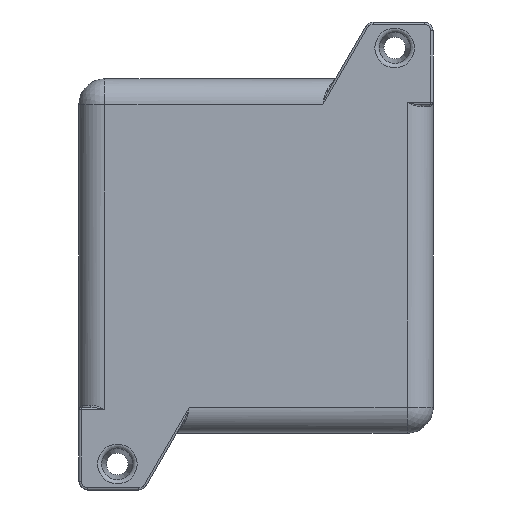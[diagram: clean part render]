
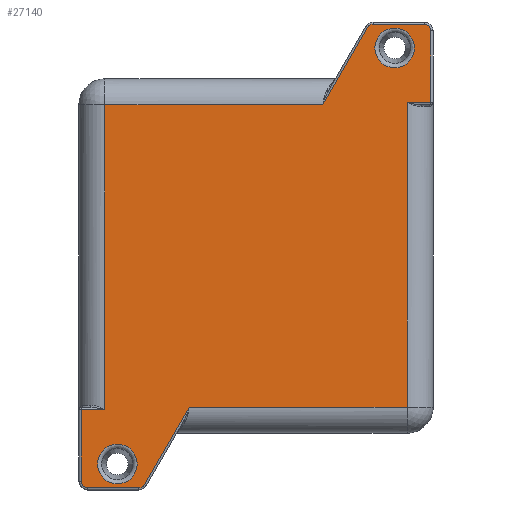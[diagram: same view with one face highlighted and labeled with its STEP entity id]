
A CAD part, front view. The second image highlights one B-rep face of the part: STEP entity #27140.
In plain terms, the highlighted planar face has unit normal (0, -1, 0).
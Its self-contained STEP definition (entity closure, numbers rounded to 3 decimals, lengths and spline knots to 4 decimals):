
#1667=LINE('',#36172,#4285);
#1668=LINE('',#36174,#4286);
#1669=LINE('',#36176,#4287);
#1670=LINE('',#36180,#4288);
#1671=LINE('',#36184,#4289);
#1672=LINE('',#36186,#4290);
#1673=LINE('',#36188,#4291);
#1674=LINE('',#36190,#4292);
#1675=LINE('',#36192,#4293);
#1676=LINE('',#36196,#4294);
#1677=LINE('',#36200,#4295);
#1678=LINE('',#36201,#4296);
#4285=VECTOR('',#30453,0.3937);
#4286=VECTOR('',#30454,0.3937);
#4287=VECTOR('',#30455,0.3937);
#4288=VECTOR('',#30458,0.3937);
#4289=VECTOR('',#30461,0.3937);
#4290=VECTOR('',#30462,0.3937);
#4291=VECTOR('',#30463,0.3937);
#4292=VECTOR('',#30464,0.3937);
#4293=VECTOR('',#30465,0.3937);
#4294=VECTOR('',#30468,0.3937);
#4295=VECTOR('',#30471,0.3937);
#4296=VECTOR('',#30472,0.3937);
#6936=PLANE('',#28846);
#7773=FACE_BOUND('',#9847,.T.);
#7774=FACE_BOUND('',#9848,.T.);
#7918=ELLIPSE('',#28847,0.0938,0.0937);
#7919=ELLIPSE('',#28848,0.0938,0.0938);
#7920=ELLIPSE('',#28849,0.0938,0.0938);
#7921=ELLIPSE('',#28850,0.0938,0.0938);
#8213=FACE_OUTER_BOUND('',#9846,.T.);
#9846=EDGE_LOOP('',(#18825,#18826,#18827,#18828,#18829,#18830,#18831,#18832,
#18833,#18834,#18835,#18836,#18837,#18838,#18839,#18840));
#9847=EDGE_LOOP('',(#18841));
#9848=EDGE_LOOP('',(#18842));
#11602=CIRCLE('',#28845,0.2858);
#11603=CIRCLE('',#28851,0.2858);
#11967=VERTEX_POINT('',#36167);
#11968=VERTEX_POINT('',#36170);
#11969=VERTEX_POINT('',#36171);
#11970=VERTEX_POINT('',#36173);
#11971=VERTEX_POINT('',#36175);
#11972=VERTEX_POINT('',#36177);
#11973=VERTEX_POINT('',#36179);
#11974=VERTEX_POINT('',#36181);
#11975=VERTEX_POINT('',#36183);
#11976=VERTEX_POINT('',#36185);
#11977=VERTEX_POINT('',#36187);
#11978=VERTEX_POINT('',#36189);
#11979=VERTEX_POINT('',#36191);
#11980=VERTEX_POINT('',#36193);
#11981=VERTEX_POINT('',#36195);
#11982=VERTEX_POINT('',#36197);
#11983=VERTEX_POINT('',#36199);
#11984=VERTEX_POINT('',#36202);
#14657=EDGE_CURVE('',#11967,#11967,#11602,.T.);
#14658=EDGE_CURVE('',#11968,#11969,#1667,.T.);
#14659=EDGE_CURVE('',#11970,#11968,#1668,.T.);
#14660=EDGE_CURVE('',#11971,#11970,#1669,.T.);
#14661=EDGE_CURVE('',#11972,#11971,#7918,.T.);
#14662=EDGE_CURVE('',#11973,#11972,#1670,.T.);
#14663=EDGE_CURVE('',#11974,#11973,#7919,.T.);
#14664=EDGE_CURVE('',#11975,#11974,#1671,.T.);
#14665=EDGE_CURVE('',#11976,#11975,#1672,.T.);
#14666=EDGE_CURVE('',#11977,#11976,#1673,.T.);
#14667=EDGE_CURVE('',#11978,#11977,#1674,.T.);
#14668=EDGE_CURVE('',#11979,#11978,#1675,.T.);
#14669=EDGE_CURVE('',#11980,#11979,#7920,.T.);
#14670=EDGE_CURVE('',#11981,#11980,#1676,.T.);
#14671=EDGE_CURVE('',#11982,#11981,#7921,.T.);
#14672=EDGE_CURVE('',#11983,#11982,#1677,.T.);
#14673=EDGE_CURVE('',#11969,#11983,#1678,.T.);
#14674=EDGE_CURVE('',#11984,#11984,#11603,.T.);
#18825=ORIENTED_EDGE('',*,*,#14658,.F.);
#18826=ORIENTED_EDGE('',*,*,#14659,.F.);
#18827=ORIENTED_EDGE('',*,*,#14660,.F.);
#18828=ORIENTED_EDGE('',*,*,#14661,.F.);
#18829=ORIENTED_EDGE('',*,*,#14662,.F.);
#18830=ORIENTED_EDGE('',*,*,#14663,.F.);
#18831=ORIENTED_EDGE('',*,*,#14664,.F.);
#18832=ORIENTED_EDGE('',*,*,#14665,.F.);
#18833=ORIENTED_EDGE('',*,*,#14666,.F.);
#18834=ORIENTED_EDGE('',*,*,#14667,.F.);
#18835=ORIENTED_EDGE('',*,*,#14668,.F.);
#18836=ORIENTED_EDGE('',*,*,#14669,.F.);
#18837=ORIENTED_EDGE('',*,*,#14670,.F.);
#18838=ORIENTED_EDGE('',*,*,#14671,.F.);
#18839=ORIENTED_EDGE('',*,*,#14672,.F.);
#18840=ORIENTED_EDGE('',*,*,#14673,.F.);
#18841=ORIENTED_EDGE('',*,*,#14674,.F.);
#18842=ORIENTED_EDGE('',*,*,#14657,.F.);
#27140=ADVANCED_FACE('',(#8213,#7773,#7774),#6936,.T.);
#28845=AXIS2_PLACEMENT_3D('',#36168,#30449,#30450);
#28846=AXIS2_PLACEMENT_3D('',#36169,#30451,#30452);
#28847=AXIS2_PLACEMENT_3D('',#36178,#30456,#30457);
#28848=AXIS2_PLACEMENT_3D('',#36182,#30459,#30460);
#28849=AXIS2_PLACEMENT_3D('',#36194,#30466,#30467);
#28850=AXIS2_PLACEMENT_3D('',#36198,#30469,#30470);
#28851=AXIS2_PLACEMENT_3D('',#36203,#30473,#30474);
#30449=DIRECTION('center_axis',(0.,-1.,0.));
#30450=DIRECTION('ref_axis',(1.,0.,0.));
#30451=DIRECTION('center_axis',(0.,-1.,0.));
#30452=DIRECTION('ref_axis',(1.,0.,0.));
#30453=DIRECTION('',(0.,0.,1.));
#30454=DIRECTION('',(1.,0.,0.));
#30455=DIRECTION('',(0.,0.,1.));
#30456=DIRECTION('center_axis',(0.,1.,0.));
#30457=DIRECTION('ref_axis',(-0.707,0.,-0.707));
#30458=DIRECTION('',(-1.,0.,0.));
#30459=DIRECTION('center_axis',(0.,1.,0.));
#30460=DIRECTION('ref_axis',(0.5,0.,-0.866));
#30461=DIRECTION('',(-0.5,0.,-0.866));
#30462=DIRECTION('',(-1.,0.,0.));
#30463=DIRECTION('',(0.,0.,-1.));
#30464=DIRECTION('',(-1.,0.,0.));
#30465=DIRECTION('',(0.,0.,-1.));
#30466=DIRECTION('center_axis',(0.,1.,0.));
#30467=DIRECTION('ref_axis',(0.707,0.,0.707));
#30468=DIRECTION('',(1.,0.,0.));
#30469=DIRECTION('center_axis',(0.,1.,0.));
#30470=DIRECTION('ref_axis',(-0.5,0.,0.866));
#30471=DIRECTION('',(0.5,0.,0.866));
#30472=DIRECTION('',(1.,0.,0.));
#30473=DIRECTION('center_axis',(0.,-1.,0.));
#30474=DIRECTION('ref_axis',(1.,0.,0.));
#36167=CARTESIAN_POINT('',(1.7142,-2.125,3.));
#36168=CARTESIAN_POINT('Origin',(2.,-2.125,3.));
#36169=CARTESIAN_POINT('Origin',(-2.4531,-2.125,0.));
#36170=CARTESIAN_POINT('',(-2.1795,-2.125,-2.2115));
#36171=CARTESIAN_POINT('',(-2.1795,-2.125,2.1795));
#36172=CARTESIAN_POINT('',(-2.1795,-2.125,0.));
#36173=CARTESIAN_POINT('',(-2.5223,-2.125,-2.2115));
#36174=CARTESIAN_POINT('',(-2.5037,-2.125,-2.2115));
#36175=CARTESIAN_POINT('',(-2.5223,-2.125,-3.2492));
#36176=CARTESIAN_POINT('',(-2.5223,-2.125,-1.6875));
#36177=CARTESIAN_POINT('',(-2.4285,-2.125,-3.3429));
#36178=CARTESIAN_POINT('Origin',(-2.4285,-2.125,-3.2491));
#36179=CARTESIAN_POINT('',(-1.6895,-2.125,-3.3429));
#36180=CARTESIAN_POINT('',(-2.035,-2.125,-3.3429));
#36181=CARTESIAN_POINT('',(-1.6083,-2.125,-3.2961));
#36182=CARTESIAN_POINT('Origin',(-1.6895,-2.125,-3.2491));
#36183=CARTESIAN_POINT('',(-0.9636,-2.125,-2.1795));
#36184=CARTESIAN_POINT('',(-0.6733,-2.125,-1.6766));
#36185=CARTESIAN_POINT('',(2.1795,-2.125,-2.1795));
#36186=CARTESIAN_POINT('',(-1.2266,-2.125,-2.1795));
#36187=CARTESIAN_POINT('',(2.1795,-2.125,2.2115));
#36188=CARTESIAN_POINT('',(2.1795,-2.125,0.));
#36189=CARTESIAN_POINT('',(2.5223,-2.125,2.2115));
#36190=CARTESIAN_POINT('',(0.0506,-2.125,2.2115));
#36191=CARTESIAN_POINT('',(2.5223,-2.125,3.2492));
#36192=CARTESIAN_POINT('',(2.5223,-2.125,1.6875));
#36193=CARTESIAN_POINT('',(2.4285,-2.125,3.3429));
#36194=CARTESIAN_POINT('Origin',(2.4285,-2.125,3.2491));
#36195=CARTESIAN_POINT('',(1.6895,-2.125,3.3429));
#36196=CARTESIAN_POINT('',(-0.4181,-2.125,3.3429));
#36197=CARTESIAN_POINT('',(1.6083,-2.125,3.2961));
#36198=CARTESIAN_POINT('Origin',(1.6895,-2.125,3.2491));
#36199=CARTESIAN_POINT('',(0.9636,-2.125,2.1795));
#36200=CARTESIAN_POINT('',(0.06,-2.125,0.6144));
#36201=CARTESIAN_POINT('',(-1.2266,-2.125,2.1795));
#36202=CARTESIAN_POINT('',(-2.2858,-2.125,-3.));
#36203=CARTESIAN_POINT('Origin',(-2.,-2.125,-3.));
